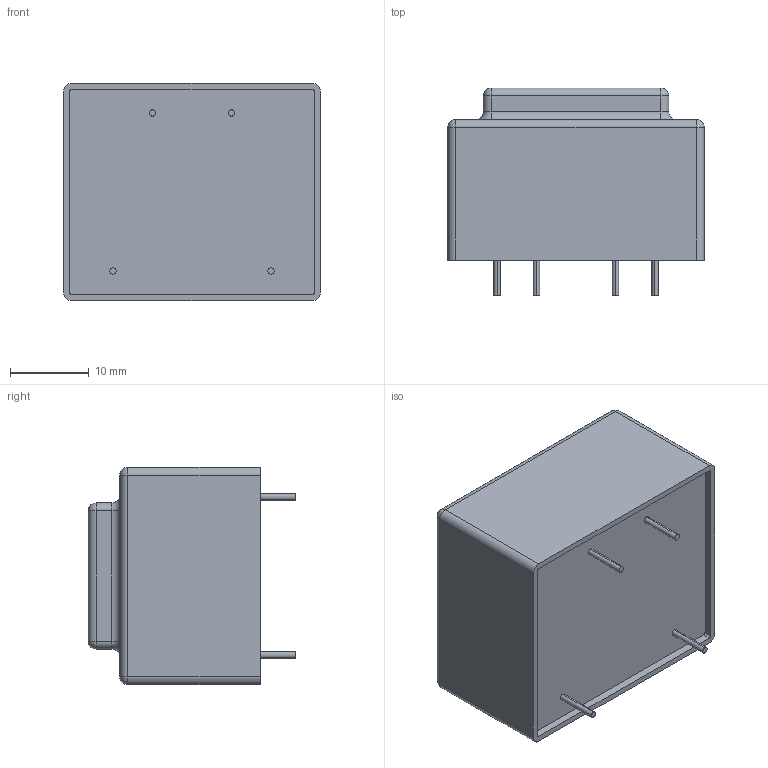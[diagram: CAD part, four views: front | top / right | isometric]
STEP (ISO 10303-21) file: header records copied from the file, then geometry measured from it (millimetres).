
FILE_DESCRIPTION (( 'STEP AP214' ), '1' );
FILE_NAME ('F4C6E4AC-F960-43C8-BCB7-8FC5A8DB81BE.STEP', '2025-01-29T11:23:07', ( '' ), ( '' ), 'SwSTEP 2.0', 'SolidWorks 2022', '' );
FILE_SCHEMA (( 'AUTOMOTIVE_DESIGN' ));
Length unit declared in the file: millimetre
Products named in the file (1): F4C6E4AC-F960-43C8-BCB7-8FC5A8DB81BE
Bounding box: 32.5 x 26.3 x 27.5 mm (x, y, z)
Volume: 16809.7 mm3; surface area: 4271.4 mm2
Topology: 5 solids, 5 shells, 68 faces, 144 edges, 80 vertices
Faces by surface type: cylinder 32, plane 24, sphere 8, torus 4
Entity records: 2020 total; most frequent: DIRECTION 342, CARTESIAN_POINT 285, ORIENTED_EDGE 272, AXIS2_PLACEMENT_3D 137, EDGE_CURVE 136, VERTEX_POINT 80, EDGE_LOOP 70, FACE_OUTER_BOUND 68
